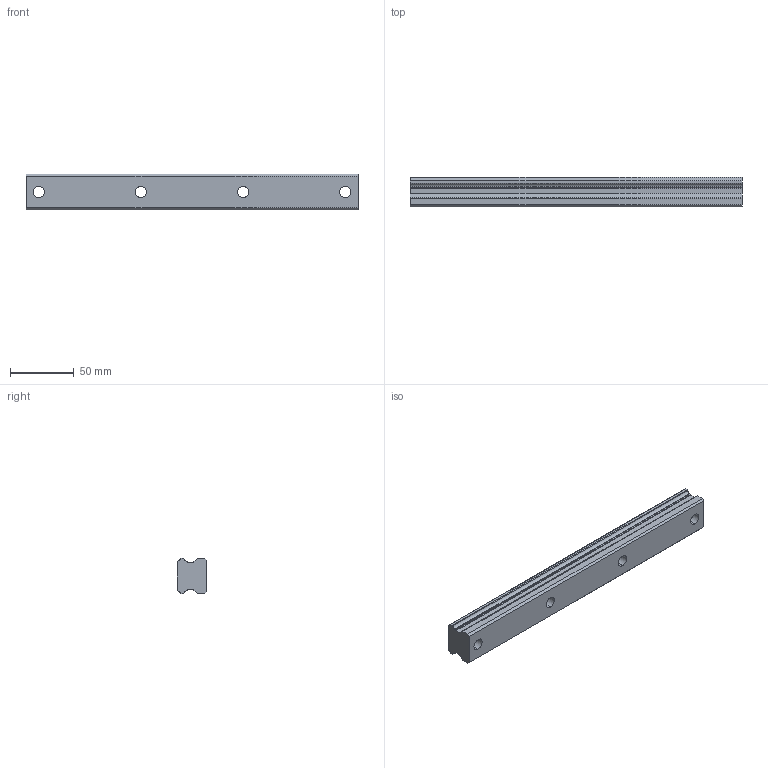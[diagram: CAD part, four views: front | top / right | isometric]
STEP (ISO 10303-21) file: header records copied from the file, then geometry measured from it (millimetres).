
FILE_DESCRIPTION (( 'STEP AP214' ), '1' );
FILE_NAME ('SHS30C1SS-260L_G10_0_B-M6F_77_0_0_0_1.STEP', '2021-06-21T09:25:17', ( '' ), ( '' ), 'SwSTEP 2.0', 'SolidWorks 2021', '' );
FILE_SCHEMA (( 'AUTOMOTIVE_DESIGN' ));
Length unit declared in the file: millimetre
Products named in the file (2): _SHS30C26010 Track; SHS30C1SS-260L_G10_0_B-M6F_77_0_0_0_1
Assembly tree (1 placements, depth 2):
  SHS30C1SS-260L_G10_0_B-M6F_77_0_0_0_1
    _SHS30C26010 Track
Bounding box: 260 x 23 x 28 mm (x, y, z)
Volume: 140622.2 mm3; surface area: 30774.9 mm2
Topology: 1 solids, 1 shells, 57 faces, 153 edges, 102 vertices
Faces by surface type: cylinder 37, plane 20
Entity records: 1903 total; most frequent: DIRECTION 349, CARTESIAN_POINT 316, ORIENTED_EDGE 306, EDGE_CURVE 153, AXIS2_PLACEMENT_3D 135, VERTEX_POINT 102, VECTOR 79, LINE 79
